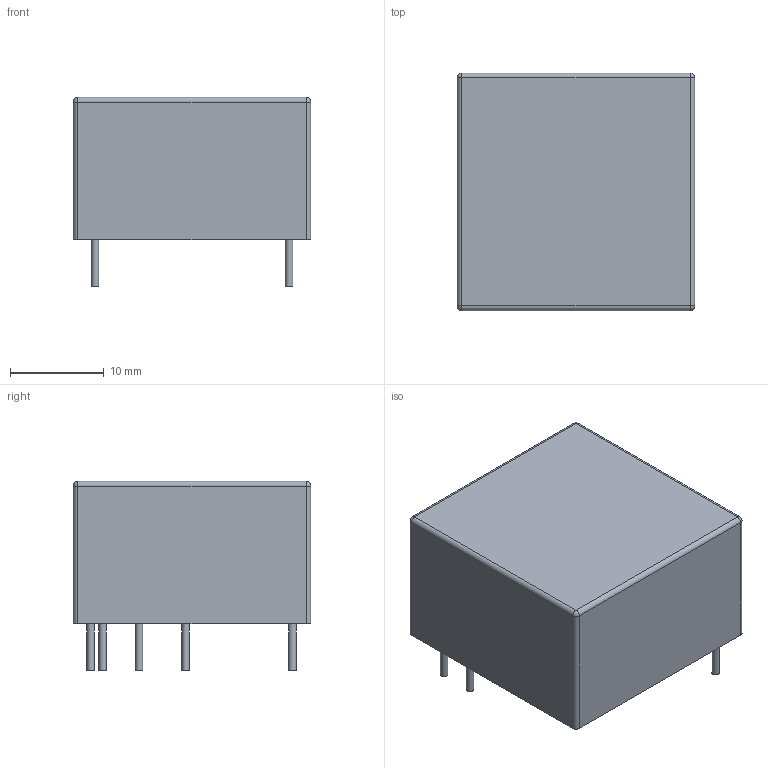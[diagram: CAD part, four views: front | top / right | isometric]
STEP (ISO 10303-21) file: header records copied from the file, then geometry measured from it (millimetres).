
FILE_DESCRIPTION(('FreeCAD Model'),'2;1');
FILE_NAME('Vtx_v1_cp.step','2019-08-20T19:38:10',('kicad StepUp'),('ksu MCAD'), 'Open CASCADE STEP processor 7.3','FreeCAD','Unknown');
FILE_SCHEMA(('AUTOMOTIVE_DESIGN { 1 0 10303 214 1 1 1 1 }'));
Length unit declared in the file: millimetre
Products named in the file (1): Vtx_v1_cp
Bounding box: 25.4 x 25.4 x 20.24 mm (x, y, z)
Volume: 9836.2 mm3; surface area: 2871.3 mm2
Topology: 6 solids, 6 shells, 33 faces, 51 edges, 30 vertices
Faces by surface type: plane 16, cylinder 13, sphere 4
Full cylindrical faces by diameter (mm): 0.8 x5
Entity records: 969 total; most frequent: DIRECTION 145, CARTESIAN_POINT 115, ORIENTED_EDGE 102, AXIS2_PLACEMENT_3D 60, EDGE_CURVE 51, ADVANCED_FACE 33, FACE_BOUND 33, EDGE_LOOP 33
